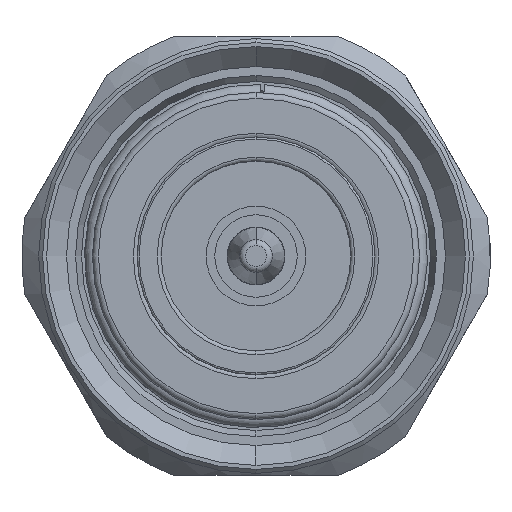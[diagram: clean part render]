
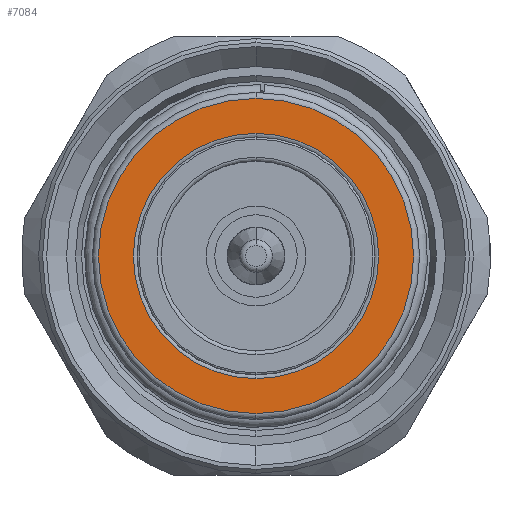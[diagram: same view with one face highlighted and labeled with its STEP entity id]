
A CAD part, left-side view. The second image highlights one B-rep face of the part: STEP entity #7084.
In plain terms, the highlighted planar face has unit normal (-1, 0, 0).
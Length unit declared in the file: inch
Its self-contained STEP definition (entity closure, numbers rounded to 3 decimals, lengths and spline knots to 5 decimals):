
#711 = DIRECTION ( 'NONE',  ( 0., 0., 1. ) ) ;
#1013 = CARTESIAN_POINT ( 'NONE',  ( 0.20472, 0., -0.24213 ) ) ;
#1021 = ORIENTED_EDGE ( 'NONE', *, *, #4403, .F. ) ;
#1315 = DIRECTION ( 'NONE',  ( -1., 0., 0. ) ) ;
#1632 = EDGE_CURVE ( 'NONE', #8898, #6939, #5584, .T. ) ;
#1681 = DIRECTION ( 'NONE',  ( 0., 0., 1. ) ) ;
#1877 = EDGE_LOOP ( 'NONE', ( #1021, #4830 ) ) ;
#1966 = ORIENTED_EDGE ( 'NONE', *, *, #4405, .T. ) ;
#1972 = CARTESIAN_POINT ( 'NONE',  ( 0.20472, 0., 0.24213 ) ) ;
#2621 = CARTESIAN_POINT ( 'NONE',  ( 0.20472, 0., 0.31102 ) ) ;
#2966 = DIRECTION ( 'NONE',  ( 0., 0., 1. ) ) ;
#3279 = VERTEX_POINT ( 'NONE', #2621 ) ;
#3360 = CIRCLE ( 'NONE', #4777, 0.31102 ) ;
#4355 = EDGE_LOOP ( 'NONE', ( #10499, #1966 ) ) ;
#4403 = EDGE_CURVE ( 'NONE', #6939, #8898, #7737, .T. ) ;
#4405 = EDGE_CURVE ( 'NONE', #4844, #3279, #7667, .T. ) ;
#4777 = AXIS2_PLACEMENT_3D ( 'NONE', #6622, #9120, #711 ) ;
#4830 = ORIENTED_EDGE ( 'NONE', *, *, #1632, .F. ) ;
#4844 = VERTEX_POINT ( 'NONE', #4973 ) ;
#4973 = CARTESIAN_POINT ( 'NONE',  ( 0.20472, 0., -0.31102 ) ) ;
#5584 = CIRCLE ( 'NONE', #7005, 0.24213 ) ;
#5905 = AXIS2_PLACEMENT_3D ( 'NONE', #9872, #9081, #9193 ) ;
#6341 = FACE_OUTER_BOUND ( 'NONE', #4355, .T. ) ;
#6622 = CARTESIAN_POINT ( 'NONE',  ( 0.20472, 0., 0. ) ) ;
#6805 = AXIS2_PLACEMENT_3D ( 'NONE', #7883, #7118, #2966 ) ;
#6939 = VERTEX_POINT ( 'NONE', #1972 ) ;
#7005 = AXIS2_PLACEMENT_3D ( 'NONE', #7479, #9323, #1681 ) ;
#7084 = ADVANCED_FACE ( 'NONE', ( #6341, #10567 ), #7412, .F. ) ;
#7118 = DIRECTION ( 'NONE',  ( -1., 0., 0. ) ) ;
#7412 = PLANE ( 'NONE',  #5905 ) ;
#7479 = CARTESIAN_POINT ( 'NONE',  ( 0.20472, 0., 0. ) ) ;
#7667 = CIRCLE ( 'NONE', #9628, 0.31102 ) ;
#7737 = CIRCLE ( 'NONE', #6805, 0.24213 ) ;
#7883 = CARTESIAN_POINT ( 'NONE',  ( 0.20472, 0., 0. ) ) ;
#8898 = VERTEX_POINT ( 'NONE', #1013 ) ;
#9081 = DIRECTION ( 'NONE',  ( 1., 0., 0. ) ) ;
#9120 = DIRECTION ( 'NONE',  ( -1., 0., 0. ) ) ;
#9193 = DIRECTION ( 'NONE',  ( 0., 1., 0. ) ) ;
#9323 = DIRECTION ( 'NONE',  ( -1., 0., 0. ) ) ;
#9628 = AXIS2_PLACEMENT_3D ( 'NONE', #9738, #1315, #10458 ) ;
#9738 = CARTESIAN_POINT ( 'NONE',  ( 0.20472, 0., 0. ) ) ;
#9872 = CARTESIAN_POINT ( 'NONE',  ( 0.20472, 0.24213, 0. ) ) ;
#10458 = DIRECTION ( 'NONE',  ( 0., 0., 1. ) ) ;
#10499 = ORIENTED_EDGE ( 'NONE', *, *, #10776, .T. ) ;
#10567 = FACE_BOUND ( 'NONE', #1877, .T. ) ;
#10776 = EDGE_CURVE ( 'NONE', #3279, #4844, #3360, .T. ) ;
